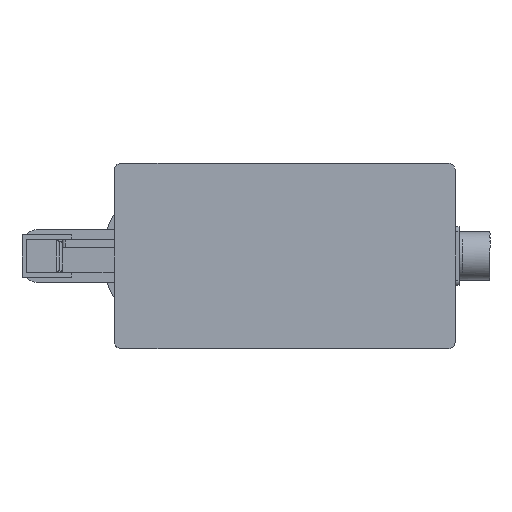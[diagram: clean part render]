
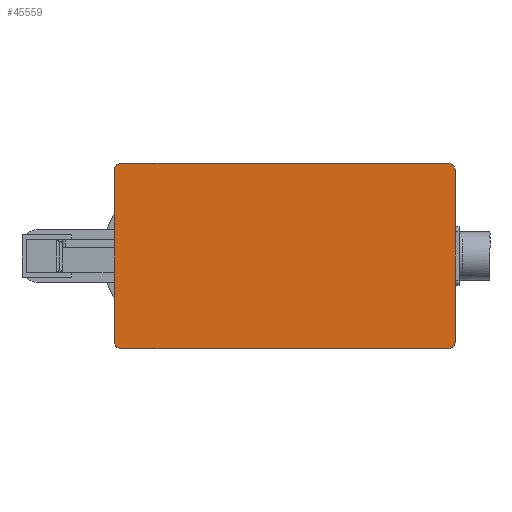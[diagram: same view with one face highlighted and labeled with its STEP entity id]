
A CAD part, front view. The second image highlights one B-rep face of the part: STEP entity #45559.
In plain terms, the highlighted face is planar.
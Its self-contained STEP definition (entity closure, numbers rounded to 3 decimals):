
#671 = ORIENTED_EDGE ( 'NONE', *, *, #64846, .T. ) ;
#1138 = CARTESIAN_POINT ( 'NONE',  ( -55., -45., -119. ) ) ;
#2446 = LINE ( 'NONE', #15267, #64754 ) ;
#4264 = DIRECTION ( 'NONE',  ( 0., 0., -1. ) ) ;
#5251 = ORIENTED_EDGE ( 'NONE', *, *, #53527, .T. ) ;
#8315 = VERTEX_POINT ( 'NONE', #37745 ) ;
#8417 = CIRCLE ( 'NONE', #38876, 5. ) ;
#9268 = EDGE_CURVE ( 'NONE', #57657, #34018, #43362, .T. ) ;
#11767 = AXIS2_PLACEMENT_3D ( 'NONE', #57767, #16279, #54402 ) ;
#14571 = CARTESIAN_POINT ( 'NONE',  ( 55., -40., -119. ) ) ;
#14969 = PLANE ( 'NONE',  #37576 ) ;
#15267 = CARTESIAN_POINT ( 'NONE',  ( -55., 175., -119. ) ) ;
#16259 = DIRECTION ( 'NONE',  ( -1., 0., 0. ) ) ;
#16279 = DIRECTION ( 'NONE',  ( 0., 0., -1. ) ) ;
#20343 = FACE_OUTER_BOUND ( 'NONE', #35831, .T. ) ;
#20406 = AXIS2_PLACEMENT_3D ( 'NONE', #45110, #76183, #63764 ) ;
#21404 = ORIENTED_EDGE ( 'NONE', *, *, #50600, .T. ) ;
#21553 = DIRECTION ( 'NONE',  ( 0., 0., -1. ) ) ;
#23461 = AXIS2_PLACEMENT_3D ( 'NONE', #67208, #35749, #55619 ) ;
#28088 = VECTOR ( 'NONE', #59960, 1000. ) ;
#29522 = VERTEX_POINT ( 'NONE', #36374 ) ;
#30378 = EDGE_CURVE ( 'NONE', #51826, #66957, #56176, .T. ) ;
#33104 = LINE ( 'NONE', #71987, #36936 ) ;
#34018 = VERTEX_POINT ( 'NONE', #60170 ) ;
#34732 = VERTEX_POINT ( 'NONE', #80819 ) ;
#35749 = DIRECTION ( 'NONE',  ( 0., 0., -1. ) ) ;
#35831 = EDGE_LOOP ( 'NONE', ( #54230, #671, #80085, #5251, #21404, #42216, #76014, #69512 ) ) ;
#36374 = CARTESIAN_POINT ( 'NONE',  ( -55., 175., -119. ) ) ;
#36936 = VECTOR ( 'NONE', #52552, 1000. ) ;
#37576 = AXIS2_PLACEMENT_3D ( 'NONE', #14571, #21553, #45639 ) ;
#37745 = CARTESIAN_POINT ( 'NONE',  ( -60., 170., -119. ) ) ;
#38876 = AXIS2_PLACEMENT_3D ( 'NONE', #54383, #4264, #16259 ) ;
#39674 = CARTESIAN_POINT ( 'NONE',  ( 55., 175., -119. ) ) ;
#39683 = EDGE_CURVE ( 'NONE', #29522, #61462, #2446, .T. ) ;
#41435 = CARTESIAN_POINT ( 'NONE',  ( 60., -40., -119. ) ) ;
#42216 = ORIENTED_EDGE ( 'NONE', *, *, #39683, .T. ) ;
#43362 = CIRCLE ( 'NONE', #23461, 5. ) ;
#44071 = EDGE_CURVE ( 'NONE', #61462, #34732, #52775, .T. ) ;
#45110 = CARTESIAN_POINT ( 'NONE',  ( 55., -40., -119. ) ) ;
#45559 = ADVANCED_FACE ( 'NONE', ( #20343 ), #14969, .T. ) ;
#45639 = DIRECTION ( 'NONE',  ( -1., 0., 0. ) ) ;
#45936 = DIRECTION ( 'NONE',  ( 1., 0., 0. ) ) ;
#46848 = DIRECTION ( 'NONE',  ( 0., 1., 0. ) ) ;
#50600 = EDGE_CURVE ( 'NONE', #8315, #29522, #8417, .T. ) ;
#51826 = VERTEX_POINT ( 'NONE', #41435 ) ;
#52552 = DIRECTION ( 'NONE',  ( -1., 0., 0. ) ) ;
#52775 = CIRCLE ( 'NONE', #11767, 5. ) ;
#53527 = EDGE_CURVE ( 'NONE', #34018, #8315, #53898, .T. ) ;
#53898 = LINE ( 'NONE', #54726, #74958 ) ;
#54230 = ORIENTED_EDGE ( 'NONE', *, *, #30378, .T. ) ;
#54383 = CARTESIAN_POINT ( 'NONE',  ( -55., 170., -119. ) ) ;
#54402 = DIRECTION ( 'NONE',  ( -1., 0., 0. ) ) ;
#54576 = CARTESIAN_POINT ( 'NONE',  ( 60., 170., -119. ) ) ;
#54726 = CARTESIAN_POINT ( 'NONE',  ( -60., -40., -119. ) ) ;
#55619 = DIRECTION ( 'NONE',  ( -1., 0., 0. ) ) ;
#56176 = CIRCLE ( 'NONE', #20406, 5. ) ;
#57657 = VERTEX_POINT ( 'NONE', #1138 ) ;
#57767 = CARTESIAN_POINT ( 'NONE',  ( 55., 170., -119. ) ) ;
#59816 = CARTESIAN_POINT ( 'NONE',  ( 55., -45., -119. ) ) ;
#59960 = DIRECTION ( 'NONE',  ( 0., -1., 0. ) ) ;
#60170 = CARTESIAN_POINT ( 'NONE',  ( -60., -40., -119. ) ) ;
#61462 = VERTEX_POINT ( 'NONE', #39674 ) ;
#63764 = DIRECTION ( 'NONE',  ( -1., 0., 0. ) ) ;
#64754 = VECTOR ( 'NONE', #45936, 1000. ) ;
#64846 = EDGE_CURVE ( 'NONE', #66957, #57657, #33104, .T. ) ;
#66957 = VERTEX_POINT ( 'NONE', #59816 ) ;
#67208 = CARTESIAN_POINT ( 'NONE',  ( -55., -40., -119. ) ) ;
#69512 = ORIENTED_EDGE ( 'NONE', *, *, #77488, .T. ) ;
#71987 = CARTESIAN_POINT ( 'NONE',  ( 55., -45., -119. ) ) ;
#74958 = VECTOR ( 'NONE', #46848, 1000. ) ;
#76014 = ORIENTED_EDGE ( 'NONE', *, *, #44071, .T. ) ;
#76183 = DIRECTION ( 'NONE',  ( 0., 0., -1. ) ) ;
#77488 = EDGE_CURVE ( 'NONE', #34732, #51826, #78979, .T. ) ;
#78979 = LINE ( 'NONE', #54576, #28088 ) ;
#80085 = ORIENTED_EDGE ( 'NONE', *, *, #9268, .T. ) ;
#80819 = CARTESIAN_POINT ( 'NONE',  ( 60., 170., -119. ) ) ;
